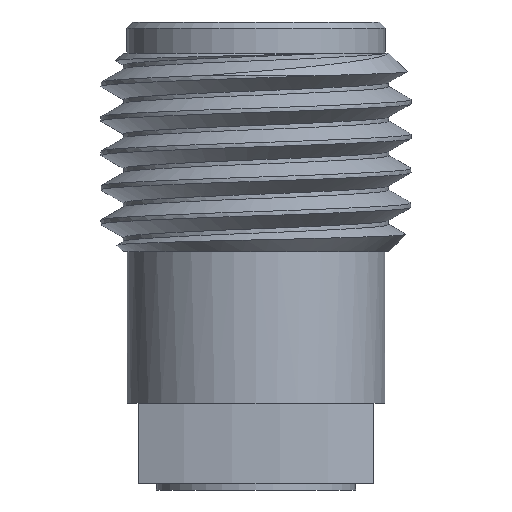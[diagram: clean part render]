
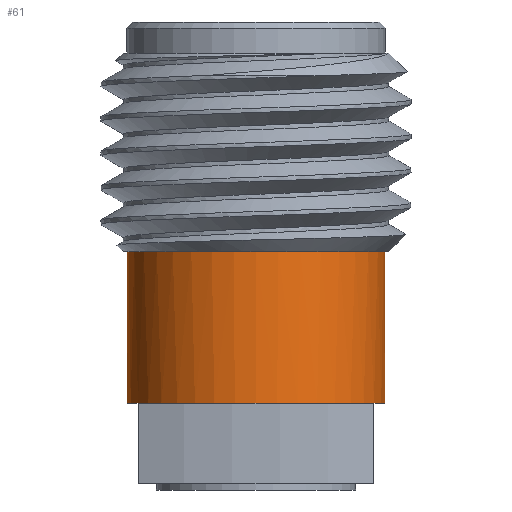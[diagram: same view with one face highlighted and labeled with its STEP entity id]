
A CAD part, front view. The second image highlights one B-rep face of the part: STEP entity #61.
In plain terms, the highlighted cylindrical face has radius 2.65 mm (diameter 5.3 mm), a full revolution.
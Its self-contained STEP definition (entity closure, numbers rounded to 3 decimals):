
#61 = ADVANCED_FACE ( 'NONE', ( #180, #1318 ), #1380, .T. ) ;
#63 = CARTESIAN_POINT ( 'NONE',  ( 0., 0., 0. ) ) ;
#131 = CIRCLE ( 'NONE', #1844, 2.65 ) ;
#154 = ORIENTED_EDGE ( 'NONE', *, *, #2037, .F. ) ;
#180 = FACE_OUTER_BOUND ( 'NONE', #2053, .T. ) ;
#210 = CARTESIAN_POINT ( 'NONE',  ( 2.415, 1.091, 0. ) ) ;
#218 = AXIS2_PLACEMENT_3D ( 'NONE', #391, #1118, #2016 ) ;
#254 = CARTESIAN_POINT ( 'NONE',  ( 0., -2.65, 3.101 ) ) ;
#324 = DIRECTION ( 'NONE',  ( 0., 0., 1. ) ) ;
#391 = CARTESIAN_POINT ( 'NONE',  ( 0., 0., 7.8 ) ) ;
#511 = CIRCLE ( 'NONE', #2707, 2.65 ) ;
#711 = CIRCLE ( 'NONE', #2270, 2.65 ) ;
#777 = CARTESIAN_POINT ( 'NONE',  ( -2.415, -1.091, 0. ) ) ;
#798 = CARTESIAN_POINT ( 'NONE',  ( -2.415, 1.091, 0. ) ) ;
#828 = CARTESIAN_POINT ( 'NONE',  ( 0., 0., 0. ) ) ;
#913 = DIRECTION ( 'NONE',  ( 0., 0., 1. ) ) ;
#967 = CARTESIAN_POINT ( 'NONE',  ( 2.415, -1.091, 0. ) ) ;
#979 = DIRECTION ( 'NONE',  ( 0., -1., 0. ) ) ;
#1013 = EDGE_CURVE ( 'NONE', #1606, #1397, #1462, .T. ) ;
#1118 = DIRECTION ( 'NONE',  ( 0., 0., 1. ) ) ;
#1234 = VERTEX_POINT ( 'NONE', #777 ) ;
#1282 = EDGE_CURVE ( 'NONE', #1397, #1234, #131, .T. ) ;
#1313 = AXIS2_PLACEMENT_3D ( 'NONE', #3007, #913, #1657 ) ;
#1318 = FACE_OUTER_BOUND ( 'NONE', #2940, .T. ) ;
#1380 = CYLINDRICAL_SURFACE ( 'NONE', #218, 2.65 ) ;
#1397 = VERTEX_POINT ( 'NONE', #798 ) ;
#1462 = CIRCLE ( 'NONE', #1313, 2.65 ) ;
#1468 = DIRECTION ( 'NONE',  ( 0., -1., 0. ) ) ;
#1606 = VERTEX_POINT ( 'NONE', #210 ) ;
#1657 = DIRECTION ( 'NONE',  ( 0., -1., 0. ) ) ;
#1712 = CARTESIAN_POINT ( 'NONE',  ( 0., 0., 0. ) ) ;
#1844 = AXIS2_PLACEMENT_3D ( 'NONE', #63, #2844, #1908 ) ;
#1908 = DIRECTION ( 'NONE',  ( 0., -1., 0. ) ) ;
#1953 = DIRECTION ( 'NONE',  ( 0., 0., 1. ) ) ;
#1985 = ORIENTED_EDGE ( 'NONE', *, *, #1282, .T. ) ;
#2016 = DIRECTION ( 'NONE',  ( 0., -1., 0. ) ) ;
#2018 = DIRECTION ( 'NONE',  ( 0., -1., 0. ) ) ;
#2037 = EDGE_CURVE ( 'NONE', #2807, #2807, #2377, .T. ) ;
#2053 = EDGE_LOOP ( 'NONE', ( #154 ) ) ;
#2247 = DIRECTION ( 'NONE',  ( 0., 0., 1. ) ) ;
#2270 = AXIS2_PLACEMENT_3D ( 'NONE', #828, #2247, #2018 ) ;
#2365 = ORIENTED_EDGE ( 'NONE', *, *, #2829, .T. ) ;
#2377 = CIRCLE ( 'NONE', #2518, 2.65 ) ;
#2425 = CARTESIAN_POINT ( 'NONE',  ( 0., 0., 3.101 ) ) ;
#2469 = ORIENTED_EDGE ( 'NONE', *, *, #1013, .T. ) ;
#2512 = ORIENTED_EDGE ( 'NONE', *, *, #2588, .T. ) ;
#2518 = AXIS2_PLACEMENT_3D ( 'NONE', #2425, #324, #1468 ) ;
#2588 = EDGE_CURVE ( 'NONE', #2761, #1606, #711, .T. ) ;
#2707 = AXIS2_PLACEMENT_3D ( 'NONE', #1712, #1953, #979 ) ;
#2761 = VERTEX_POINT ( 'NONE', #967 ) ;
#2807 = VERTEX_POINT ( 'NONE', #254 ) ;
#2829 = EDGE_CURVE ( 'NONE', #1234, #2761, #511, .T. ) ;
#2844 = DIRECTION ( 'NONE',  ( 0., 0., 1. ) ) ;
#2940 = EDGE_LOOP ( 'NONE', ( #2512, #2469, #1985, #2365 ) ) ;
#3007 = CARTESIAN_POINT ( 'NONE',  ( 0., 0., 0. ) ) ;
